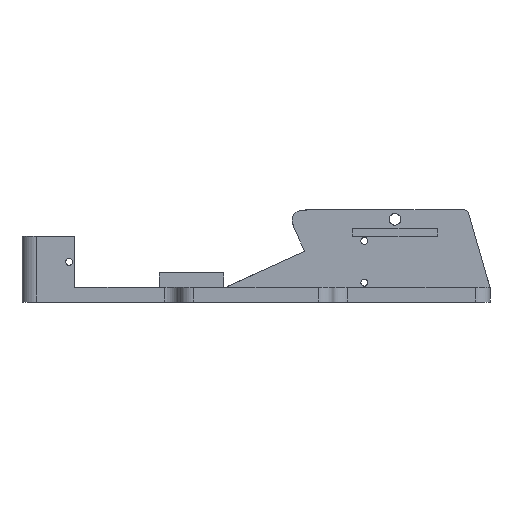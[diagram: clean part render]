
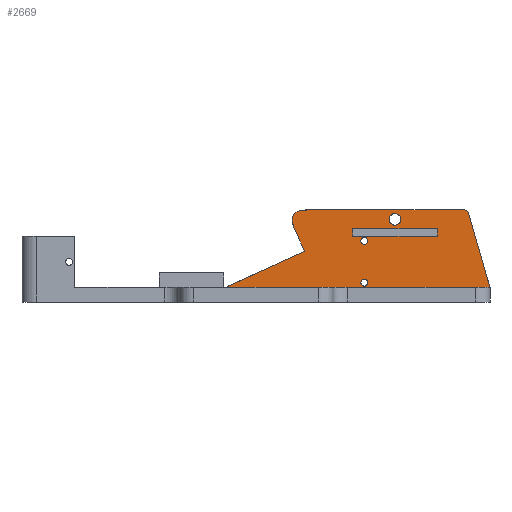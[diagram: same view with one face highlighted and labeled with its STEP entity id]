
A CAD part, left-side view. The second image highlights one B-rep face of the part: STEP entity #2669.
In plain terms, the highlighted planar face has unit normal (-1, 0, 0).
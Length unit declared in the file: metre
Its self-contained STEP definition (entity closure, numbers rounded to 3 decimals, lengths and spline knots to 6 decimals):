
#94=B_SPLINE_CURVE_WITH_KNOTS('',3,(#4063,#4064,#4065,#4066),
 .UNSPECIFIED.,.F.,.F.,(4,4),(0.,1.),.UNSPECIFIED.);
#149=LINE('',#3961,#398);
#150=LINE('',#3963,#399);
#174=LINE('',#4042,#423);
#177=LINE('',#4048,#426);
#178=LINE('',#4050,#427);
#179=LINE('',#4052,#428);
#180=LINE('',#4057,#429);
#181=LINE('',#4061,#430);
#182=LINE('',#4068,#431);
#183=LINE('',#4070,#432);
#398=VECTOR('',#3159,1.);
#399=VECTOR('',#3160,1.);
#423=VECTOR('',#3210,1.);
#426=VECTOR('',#3215,1.);
#427=VECTOR('',#3216,1.);
#428=VECTOR('',#3217,1.);
#429=VECTOR('',#3222,1.);
#430=VECTOR('',#3225,1.);
#431=VECTOR('',#3226,1.);
#432=VECTOR('',#3227,1.);
#708=ORIENTED_EDGE('',*,*,#1481,.F.);
#709=ORIENTED_EDGE('',*,*,#1478,.F.);
#710=ORIENTED_EDGE('',*,*,#1482,.T.);
#711=ORIENTED_EDGE('',*,*,#1483,.F.);
#712=ORIENTED_EDGE('',*,*,#1484,.T.);
#713=ORIENTED_EDGE('',*,*,#1485,.T.);
#714=ORIENTED_EDGE('',*,*,#1486,.T.);
#715=ORIENTED_EDGE('',*,*,#1487,.T.);
#716=ORIENTED_EDGE('',*,*,#1488,.T.);
#717=ORIENTED_EDGE('',*,*,#1489,.T.);
#718=ORIENTED_EDGE('',*,*,#1490,.T.);
#719=ORIENTED_EDGE('',*,*,#1491,.T.);
#720=ORIENTED_EDGE('',*,*,#1442,.T.);
#721=ORIENTED_EDGE('',*,*,#1441,.T.);
#722=ORIENTED_EDGE('',*,*,#1492,.T.);
#1441=EDGE_CURVE('',#1829,#1828,#149,.T.);
#1442=EDGE_CURVE('',#1830,#1829,#150,.T.);
#1478=EDGE_CURVE('',#1862,#1864,#174,.T.);
#1481=EDGE_CURVE('',#1864,#1866,#177,.T.);
#1482=EDGE_CURVE('',#1862,#1867,#178,.T.);
#1483=EDGE_CURVE('',#1866,#1867,#179,.T.);
#1484=EDGE_CURVE('',#1868,#1868,#2069,.F.);
#1485=EDGE_CURVE('',#1869,#1869,#2070,.F.);
#1486=EDGE_CURVE('',#1828,#1870,#180,.T.);
#1487=EDGE_CURVE('',#1870,#1871,#2071,.F.);
#1488=EDGE_CURVE('',#1871,#1872,#181,.T.);
#1489=EDGE_CURVE('',#1872,#1873,#94,.T.);
#1490=EDGE_CURVE('',#1873,#1874,#182,.T.);
#1491=EDGE_CURVE('',#1874,#1830,#183,.T.);
#1492=EDGE_CURVE('',#1875,#1875,#2072,.T.);
#1828=VERTEX_POINT('',#3960);
#1829=VERTEX_POINT('',#3962);
#1830=VERTEX_POINT('',#3964);
#1862=VERTEX_POINT('',#4040);
#1864=VERTEX_POINT('',#4043);
#1866=VERTEX_POINT('',#4049);
#1867=VERTEX_POINT('',#4051);
#1868=VERTEX_POINT('',#4054);
#1869=VERTEX_POINT('',#4056);
#1870=VERTEX_POINT('',#4058);
#1871=VERTEX_POINT('',#4060);
#1872=VERTEX_POINT('',#4062);
#1873=VERTEX_POINT('',#4067);
#1874=VERTEX_POINT('',#4069);
#1875=VERTEX_POINT('',#4072);
#2069=CIRCLE('',#2859,0.0015);
#2070=CIRCLE('',#2860,0.0015);
#2071=CIRCLE('',#2861,0.001962);
#2072=CIRCLE('',#2862,0.00254);
#2165=EDGE_LOOP('',(#708,#709,#710,#711));
#2166=EDGE_LOOP('',(#712));
#2167=EDGE_LOOP('',(#713));
#2168=EDGE_LOOP('',(#714,#715,#716,#717,#718,#719,#720,#721));
#2169=EDGE_LOOP('',(#722));
#2380=FACE_BOUND('',#2165,.T.);
#2381=FACE_BOUND('',#2166,.T.);
#2382=FACE_BOUND('',#2167,.T.);
#2383=FACE_BOUND('',#2168,.T.);
#2384=FACE_BOUND('',#2169,.T.);
#2581=PLANE('',#2858);
#2669=ADVANCED_FACE('',(#2380,#2381,#2382,#2383,#2384),#2581,.F.);
#2858=AXIS2_PLACEMENT_3D('',#4047,#3213,#3214);
#2859=AXIS2_PLACEMENT_3D('',#4053,#3218,#3219);
#2860=AXIS2_PLACEMENT_3D('',#4055,#3220,#3221);
#2861=AXIS2_PLACEMENT_3D('',#4059,#3223,#3224);
#2862=AXIS2_PLACEMENT_3D('',#4071,#3228,#3229);
#3159=DIRECTION('',(0.,-1.,0.));
#3160=DIRECTION('',(0.,-1.,0.));
#3210=DIRECTION('',(0.,1.,0.));
#3213=DIRECTION('',(1.,0.,0.));
#3214=DIRECTION('',(0.,1.,0.));
#3215=DIRECTION('',(0.,0.,-1.));
#3216=DIRECTION('',(0.,0.,-1.));
#3217=DIRECTION('',(0.,-1.,0.));
#3218=DIRECTION('',(-1.,0.,0.));
#3219=DIRECTION('',(0.,-1.,0.));
#3220=DIRECTION('',(-1.,0.,0.));
#3221=DIRECTION('',(0.,-1.,0.));
#3222=DIRECTION('',(0.,0.277,0.961));
#3223=DIRECTION('',(1.,0.,0.));
#3224=DIRECTION('',(0.,0.,-1.));
#3225=DIRECTION('',(0.,1.,0.));
#3226=DIRECTION('',(0.,-0.416,-0.909));
#3227=DIRECTION('',(0.,0.909,-0.416));
#3228=DIRECTION('',(1.,0.,0.));
#3229=DIRECTION('',(0.,0.,-1.));
#3960=CARTESIAN_POINT('',(-0.05022,-0.129299,0.01885));
#3961=CARTESIAN_POINT('',(-0.05022,-0.117869,0.01885));
#3962=CARTESIAN_POINT('',(-0.05022,-0.106439,0.01885));
#3963=CARTESIAN_POINT('',(-0.05022,-0.094839,0.01885));
#3964=CARTESIAN_POINT('',(-0.05022,-0.014483,0.01885));
#4040=CARTESIAN_POINT('',(-0.05022,-0.106439,0.044325));
#4042=CARTESIAN_POINT('',(-0.05022,-0.088039,0.044325));
#4043=CARTESIAN_POINT('',(-0.05022,-0.069639,0.044325));
#4047=CARTESIAN_POINT('',(-0.05022,-0.088039,0.031587));
#4048=CARTESIAN_POINT('',(-0.05022,-0.069639,0.044325));
#4049=CARTESIAN_POINT('',(-0.05022,-0.069639,0.04115));
#4050=CARTESIAN_POINT('',(-0.05022,-0.106439,0.044325));
#4051=CARTESIAN_POINT('',(-0.05022,-0.106439,0.04115));
#4052=CARTESIAN_POINT('',(-0.05022,-0.094839,0.04115));
#4053=CARTESIAN_POINT('',(-0.05022,-0.074739,0.02095));
#4054=CARTESIAN_POINT('',(-0.05022,-0.076239,0.02095));
#4055=CARTESIAN_POINT('',(-0.05022,-0.074739,0.03905));
#4056=CARTESIAN_POINT('',(-0.05022,-0.076239,0.03905));
#4057=CARTESIAN_POINT('',(-0.05022,-0.124447,0.035693));
#4058=CARTESIAN_POINT('',(-0.05022,-0.120004,0.051117));
#4059=CARTESIAN_POINT('',(-0.05022,-0.118118,0.050573));
#4060=CARTESIAN_POINT('',(-0.05022,-0.118118,0.052536));
#4061=CARTESIAN_POINT('',(-0.05022,-0.080091,0.052536));
#4062=CARTESIAN_POINT('',(-0.05022,-0.050479,0.052536));
#4063=CARTESIAN_POINT('',(-0.05022,-0.050479,0.052536));
#4064=CARTESIAN_POINT('',(-0.05022,-0.043884,0.052536));
#4065=CARTESIAN_POINT('',(-0.05022,-0.04196,0.049538));
#4066=CARTESIAN_POINT('',(-0.05022,-0.044706,0.043542));
#4067=CARTESIAN_POINT('',(-0.05022,-0.044706,0.043542));
#4068=CARTESIAN_POINT('',(-0.05022,-0.056745,0.017255));
#4069=CARTESIAN_POINT('',(-0.05022,-0.048814,0.034573));
#4070=CARTESIAN_POINT('',(-0.05022,-0.080107,0.048906));
#4071=CARTESIAN_POINT('',(-0.05022,-0.088039,0.04843));
#4072=CARTESIAN_POINT('',(-0.05022,-0.088039,0.04589));
